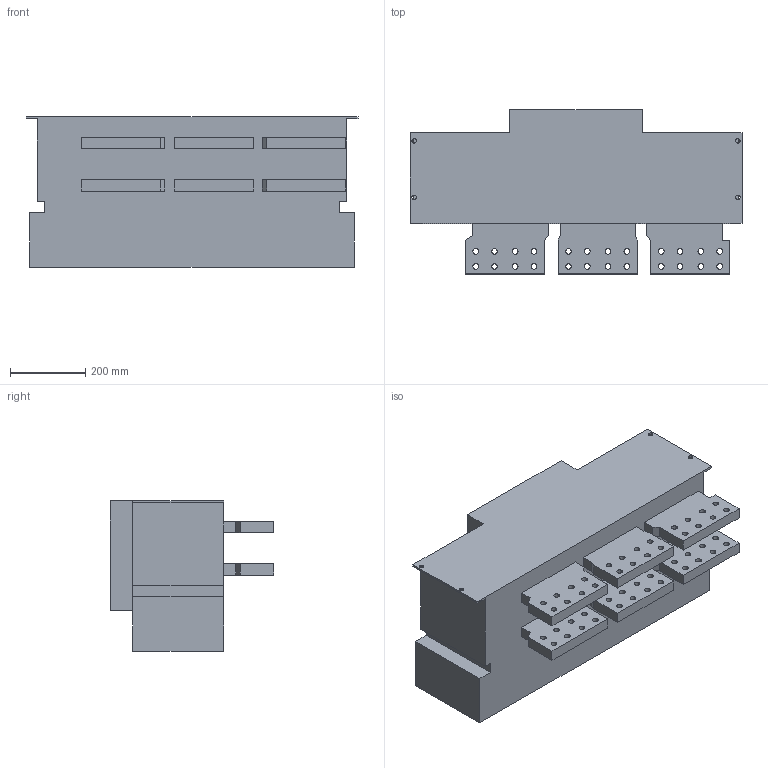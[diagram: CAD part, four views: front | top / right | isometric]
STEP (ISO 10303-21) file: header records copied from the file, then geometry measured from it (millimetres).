
FILE_DESCRIPTION((''),'2;1');
FILE_NAME('NXA64H40-50-MF3','2019-04-26T',('wqli'),(''),'CREO PARAMETRIC BY PTC INC, 2015480','CREO PARAMETRIC BY PTC INC, 2015480','');
FILE_SCHEMA(('CONFIG_CONTROL_DESIGN'));
Length unit declared in the file: millimetre
Products named in the file (1): NXA64H40-50-MF3
Bounding box: 882 x 435.5 x 399 mm (x, y, z)
Volume: 91268286 mm3; surface area: 1836585.9 mm2
Topology: 1 solids, 1 shells, 180 faces, 516 edges, 344 vertices
Faces by surface type: cylinder 104, plane 76
Entity records: 6214 total; most frequent: DIRECTION 1084, CARTESIAN_POINT 1040, ORIENTED_EDGE 1032, EDGE_CURVE 516, AXIS2_PLACEMENT_3D 388, VERTEX_POINT 344, VECTOR 308, LINE 308
